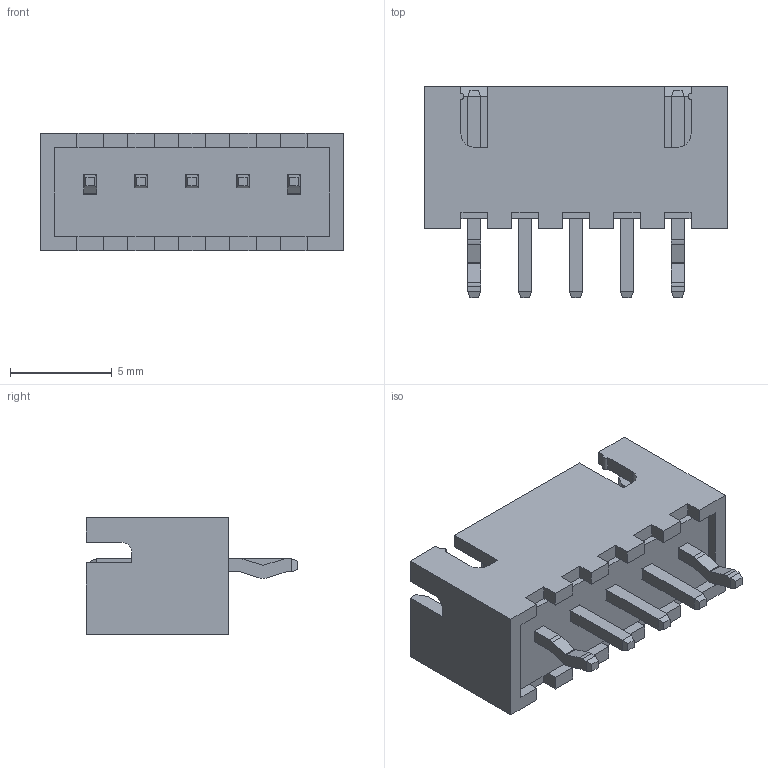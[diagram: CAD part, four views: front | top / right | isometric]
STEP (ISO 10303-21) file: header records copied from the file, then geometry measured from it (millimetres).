
FILE_DESCRIPTION (( 'STEP AP214' ), '1' );
FILE_NAME ('B5B-XH-A(LF)(SN).STEP', '2022-05-31T19:38:05', ( '' ), ( '' ), 'SwSTEP 2.0', 'SolidWorks 2017', '' );
FILE_SCHEMA (( 'AUTOMOTIVE_DESIGN' ));
Length unit declared in the file: millimetre
Products named in the file (1): B5B-XH-A(LF)(SN)
Bounding box: 14.9 x 10.4 x 5.75 mm (x, y, z)
Volume: 231.7 mm3; surface area: 806.1 mm2
Topology: 6 solids, 6 shells, 223 faces, 570 edges, 359 vertices
Faces by surface type: plane 200, cylinder 23
Entity records: 8039 total; most frequent: CARTESIAN_POINT 1159, ORIENTED_EDGE 1140, DIRECTION 1061, EDGE_CURVE 570, LINE 523, VECTOR 523, VERTEX_POINT 359, AXIS2_PLACEMENT_3D 269
